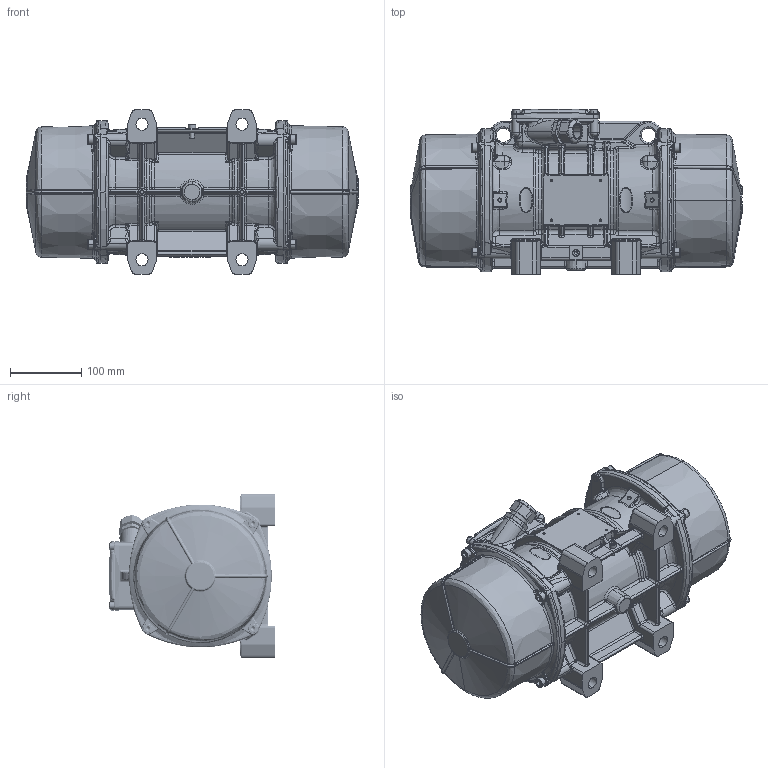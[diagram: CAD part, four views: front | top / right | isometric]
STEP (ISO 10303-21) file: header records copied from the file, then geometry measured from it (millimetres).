
FILE_DESCRIPTION (( 'STEP AP214' ), '1' );
FILE_NAME ('NEG 502270 50-60HZ.STEP', '2021-04-14T06:07:00', ( '' ), ( '' ), 'SwSTEP 2.0', 'SolidWorks 2015', '' );
FILE_SCHEMA (( 'AUTOMOTIVE_DESIGN' ));
Length unit declared in the file: millimetre
Products named in the file (1): NEG 502270 50-60HZ
Bounding box: 465 x 231.21 x 230 mm (x, y, z)
Volume: 2670183.5 mm3; surface area: 891731.8 mm2
Topology: 34 solids, 34 shells, 5650 faces, 14174 edges, 8635 vertices
Faces by surface type: bspline 2592, plane 1803, cylinder 1019, cone 236
Entity records: 299285 total; most frequent: CARTESIAN_POINT 172263, ORIENTED_EDGE 27822, DIRECTION 18377, EDGE_CURVE 13911, VERTEX_POINT 8635, AXIS2_PLACEMENT_3D 6128, LINE 6121, VECTOR 6121
